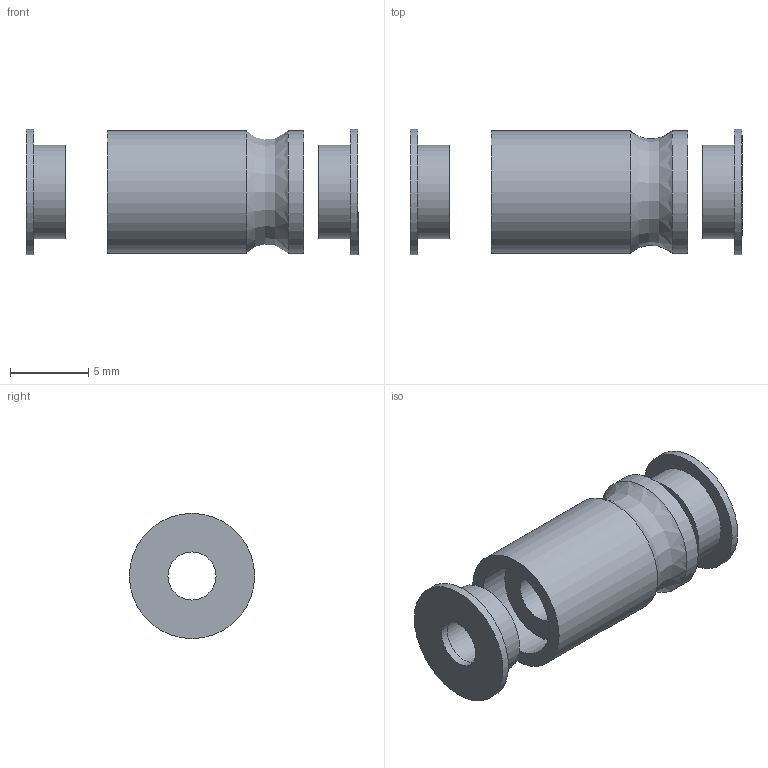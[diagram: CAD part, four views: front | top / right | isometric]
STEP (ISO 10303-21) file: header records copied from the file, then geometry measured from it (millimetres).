
FILE_DESCRIPTION(('FreeCAD Model'),'2;1');
FILE_NAME('Open CASCADE Shape Model','2022-02-03T09:03:43',(''),(''), 'Open CASCADE STEP processor 7.3','FreeCAD','Unknown');
FILE_SCHEMA(('AUTOMOTIVE_DESIGN { 1 0 10303 214 1 1 1 1 }'));
Length unit declared in the file: millimetre
Products named in the file (4): Part; roller; MF83_Bearing; MF83_Bearing:2
Assembly tree (3 placements, depth 2):
  Part
    roller
    MF83_Bearing
    MF83_Bearing:2
Bounding box: 21.2 x 8 x 8 mm (x, y, z)
Volume: 523.1 mm3; surface area: 868.9 mm2
Topology: 3 solids, 3 shells, 24 faces, 38 edges, 24 vertices
Faces by surface type: cylinder 13, plane 10, revolution 1
Full cylindrical faces by diameter (mm): 3.07 x4, 3.2 x1, 6 x4, 7.8 x2, 8 x2
Entity records: 1157 total; most frequent: DIRECTION 196, CARTESIAN_POINT 167, ORIENTED_EDGE 76, PCURVE 76, DEFINITIONAL_REPRESENTATION 76, LINE 69, VECTOR 69, AXIS2_PLACEMENT_3D 53
